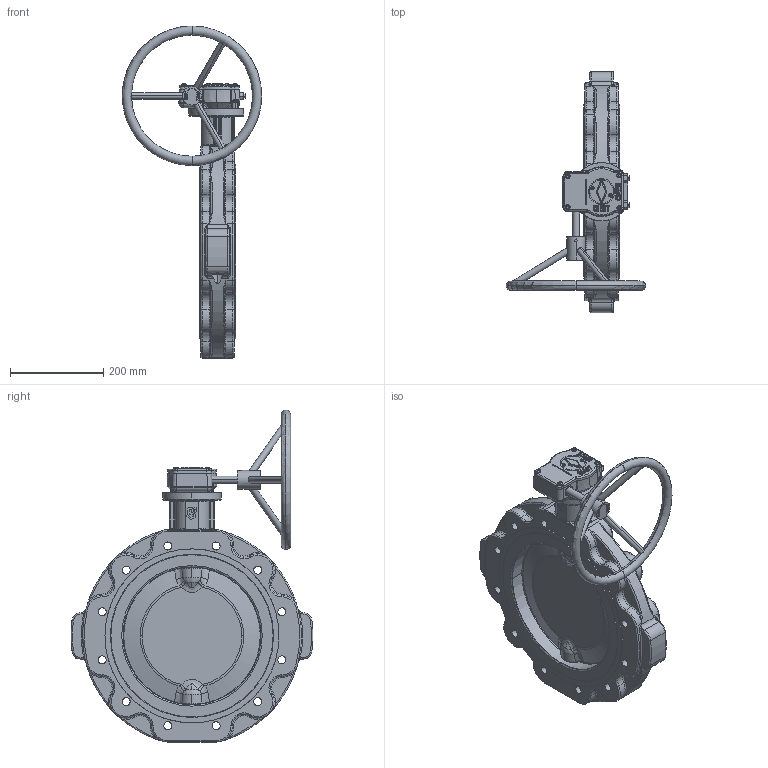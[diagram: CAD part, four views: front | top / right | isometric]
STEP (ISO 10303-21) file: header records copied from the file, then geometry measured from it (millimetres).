
FILE_DESCRIPTION(('HOOPS Exchange Step'),'2;1');
FILE_NAME('AK10_DN300_PN10_Handgetriebe.stp','2025-10-06T09:56:28+02:00',('nieru'),('Unknown organisation'),'HOOPS Exchange 2024.2','HOOPS Exchange','Unknown authorisation');
FILE_SCHEMA( ('AP203_CONFIGURATION_CONTROLLED_3D_DESIGN_OF_MECHANICAL_PARTS_AND_ASSEMBLIES_MIM_LF') );
Length unit declared in the file: millimetre
Products named in the file (3): 0; root
Assembly tree (2 placements, depth 3):
  root
    0
      0
Bounding box: 300 x 519.67 x 713.69 mm (x, y, z)
Volume: 9792303.1 mm3; surface area: 990950.2 mm2
Topology: 3 solids, 25 shells, 2371 faces, 6116 edges, 3689 vertices
Faces by surface type: cylinder 559, bspline 520, plane 491, torus 397, cone 312, sphere 92
Full cylindrical faces by diameter (mm): 5 x1
Entity records: 168359 total; most frequent: CARTESIAN_POINT 117464, ORIENTED_EDGE 11912, DIRECTION 8230, EDGE_CURVE 5956, VERTEX_POINT 3689, AXIS2_PLACEMENT_3D 3435, B_SPLINE_CURVE_WITH_KNOTS 2758, EDGE_LOOP 2545
